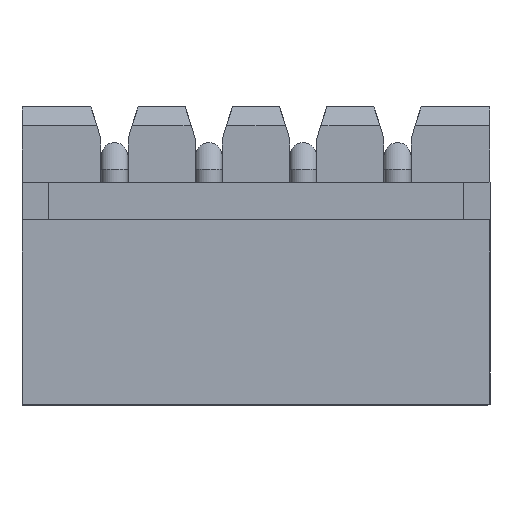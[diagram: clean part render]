
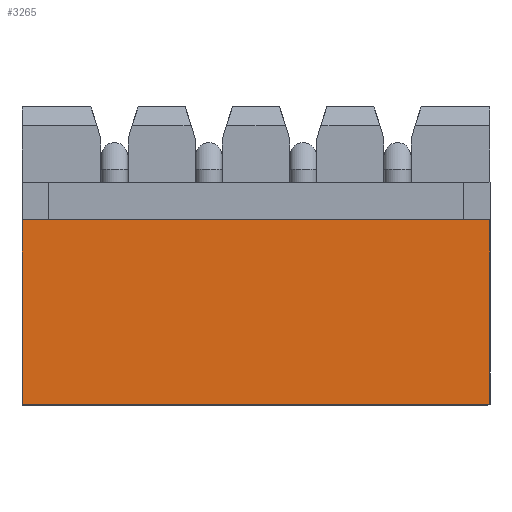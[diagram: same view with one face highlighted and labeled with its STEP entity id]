
A CAD part, top view. The second image highlights one B-rep face of the part: STEP entity #3265.
In plain terms, the highlighted planar face has unit normal (0, 0, 1).
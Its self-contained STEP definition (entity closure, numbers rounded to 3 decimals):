
#1478 = VERTEX_POINT('',#1479);
#1479 = CARTESIAN_POINT('',(-2.45,-1.7,4.9)
  );
#1485 = EDGE_CURVE('',#1486,#1478,#1488,.T.);
#1486 = VERTEX_POINT('',#1487);
#1487 = CARTESIAN_POINT('',(9.95,-1.7,4.9)
  );
#1488 = LINE('',#1489,#1490);
#1489 = CARTESIAN_POINT('',(9.95,-1.7,4.9));
#1490 = VECTOR('',#1491,1.);
#1491 = DIRECTION('',(-1.,0.,0.));
#3245 = VERTEX_POINT('',#3246);
#3246 = CARTESIAN_POINT('',(-2.45,-6.6,4.9)
  );
#3252 = EDGE_CURVE('',#1478,#3245,#3253,.T.);
#3253 = LINE('',#3254,#3255);
#3254 = CARTESIAN_POINT('',(-2.45,-1.7,4.9));
#3255 = VECTOR('',#3256,1.);
#3256 = DIRECTION('',(0.,-1.,0.));
#3265 = ADVANCED_FACE('',(#3266),#3284,.T.);
#3266 = FACE_BOUND('',#3267,.T.);
#3267 = EDGE_LOOP('',(#3268,#3269,#3277,#3283));
#3268 = ORIENTED_EDGE('',*,*,#3252,.T.);
#3269 = ORIENTED_EDGE('',*,*,#3270,.F.);
#3270 = EDGE_CURVE('',#3271,#3245,#3273,.T.);
#3271 = VERTEX_POINT('',#3272);
#3272 = CARTESIAN_POINT('',(9.95,-6.6,4.9)
  );
#3273 = LINE('',#3274,#3275);
#3274 = CARTESIAN_POINT('',(9.95,-6.6,4.9)
  );
#3275 = VECTOR('',#3276,1.);
#3276 = DIRECTION('',(-1.,0.,0.));
#3277 = ORIENTED_EDGE('',*,*,#3278,.F.);
#3278 = EDGE_CURVE('',#1486,#3271,#3279,.T.);
#3279 = LINE('',#3280,#3281);
#3280 = CARTESIAN_POINT('',(9.95,-1.7,4.9));
#3281 = VECTOR('',#3282,1.);
#3282 = DIRECTION('',(0.,-1.,0.));
#3283 = ORIENTED_EDGE('',*,*,#1485,.T.);
#3284 = PLANE('',#3285);
#3285 = AXIS2_PLACEMENT_3D('',#3286,#3287,#3288);
#3286 = CARTESIAN_POINT('',(9.95,-0.7,4.9)
  );
#3287 = DIRECTION('',(0.,0.,1.));
#3288 = DIRECTION('',(-1.,0.,0.));
